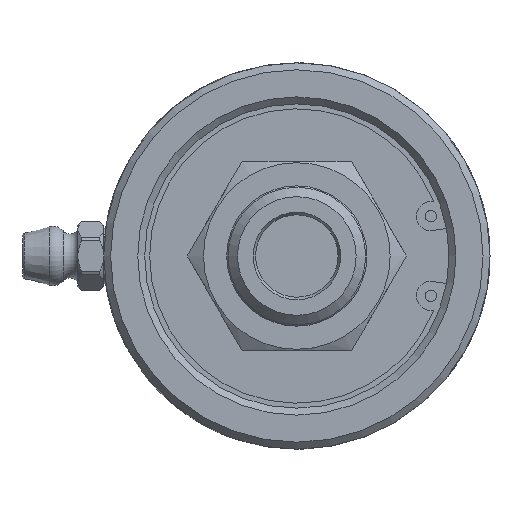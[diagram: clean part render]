
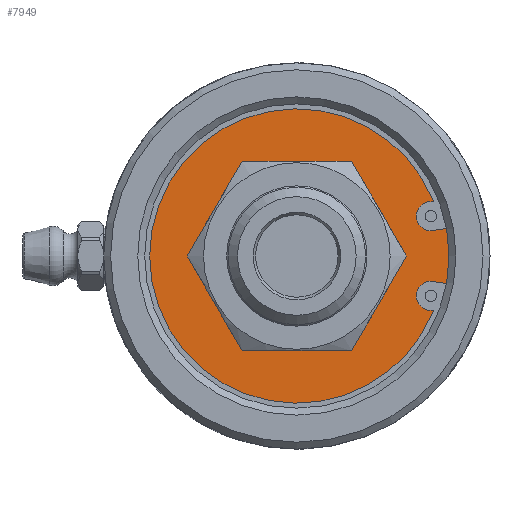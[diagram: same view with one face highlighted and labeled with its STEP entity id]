
A CAD part, left-side view. The second image highlights one B-rep face of the part: STEP entity #7949.
In plain terms, the highlighted planar face has unit normal (-1, 0, 0).
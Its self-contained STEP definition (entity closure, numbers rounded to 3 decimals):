
#436=PLANE('',#8578);
#489=FACE_BOUND('',#1722,.T.);
#1228=FACE_OUTER_BOUND('',#1721,.T.);
#1721=EDGE_LOOP('',(#7005,#7006,#7007,#7008,#7009,#7010));
#1722=EDGE_LOOP('',(#7011,#7012));
#1878=CIRCLE('',#8098,16.952);
#1880=CIRCLE('',#8101,1.682);
#1882=CIRCLE('',#8105,1.682);
#1915=CIRCLE('',#8165,9.575);
#1916=CIRCLE('',#8166,9.575);
#2122=CIRCLE('',#8579,18.735);
#2202=LINE('',#11124,#2595);
#2209=LINE('',#11141,#2602);
#2595=VECTOR('',#8828,10.);
#2602=VECTOR('',#8843,10.);
#3088=VERTEX_POINT('',#11109);
#3089=VERTEX_POINT('',#11111);
#3091=VERTEX_POINT('',#11117);
#3093=VERTEX_POINT('',#11123);
#3096=VERTEX_POINT('',#11131);
#3099=VERTEX_POINT('',#11139);
#3152=VERTEX_POINT('',#11461);
#3153=VERTEX_POINT('',#11462);
#3876=EDGE_CURVE('',#3089,#3088,#1878,.T.);
#3879=EDGE_CURVE('',#3091,#3089,#1880,.T.);
#3882=EDGE_CURVE('',#3093,#3091,#2202,.T.);
#3887=EDGE_CURVE('',#3088,#3096,#1882,.T.);
#3891=EDGE_CURVE('',#3096,#3099,#2209,.T.);
#3961=EDGE_CURVE('',#3152,#3153,#1915,.T.);
#3962=EDGE_CURVE('',#3153,#3152,#1916,.T.);
#4801=EDGE_CURVE('',#3099,#3093,#2122,.T.);
#7005=ORIENTED_EDGE('',*,*,#3891,.T.);
#7006=ORIENTED_EDGE('',*,*,#4801,.T.);
#7007=ORIENTED_EDGE('',*,*,#3882,.T.);
#7008=ORIENTED_EDGE('',*,*,#3879,.T.);
#7009=ORIENTED_EDGE('',*,*,#3876,.T.);
#7010=ORIENTED_EDGE('',*,*,#3887,.T.);
#7011=ORIENTED_EDGE('',*,*,#3961,.T.);
#7012=ORIENTED_EDGE('',*,*,#3962,.T.);
#7949=ADVANCED_FACE('',(#1228,#489),#436,.F.);
#8098=AXIS2_PLACEMENT_3D('',#11112,#8815,#8816);
#8101=AXIS2_PLACEMENT_3D('',#11118,#8822,#8823);
#8105=AXIS2_PLACEMENT_3D('',#11133,#8836,#8837);
#8165=AXIS2_PLACEMENT_3D('',#11463,#8975,#8976);
#8166=AXIS2_PLACEMENT_3D('',#11464,#8977,#8978);
#8578=AXIS2_PLACEMENT_3D('',#18734,#10133,#10134);
#8579=AXIS2_PLACEMENT_3D('',#18735,#10135,#10136);
#8815=DIRECTION('center_axis',(-1.,0.,0.));
#8816=DIRECTION('ref_axis',(0.,0.93,0.368));
#8822=DIRECTION('center_axis',(1.,0.,0.));
#8823=DIRECTION('ref_axis',(0.,1.,-0.008));
#8828=DIRECTION('',(0.,0.987,-0.16));
#8836=DIRECTION('center_axis',(1.,0.,0.));
#8837=DIRECTION('ref_axis',(0.,1.,0.008));
#8843=DIRECTION('',(0.,-0.987,-0.16));
#8975=DIRECTION('center_axis',(1.,0.,0.));
#8976=DIRECTION('ref_axis',(0.,0.,-1.));
#8977=DIRECTION('center_axis',(1.,0.,0.));
#8978=DIRECTION('ref_axis',(0.,0.,-1.));
#10133=DIRECTION('center_axis',(1.,0.,0.));
#10134=DIRECTION('ref_axis',(0.,0.,-1.));
#10135=DIRECTION('center_axis',(-1.,0.,0.));
#10136=DIRECTION('ref_axis',(0.,1.,0.));
#11109=CARTESIAN_POINT('',(4.76,-15.761,-6.243));
#11111=CARTESIAN_POINT('',(4.76,-15.761,6.243));
#11112=CARTESIAN_POINT('Origin',(4.76,0.,0.));
#11117=CARTESIAN_POINT('',(4.76,-15.786,2.944));
#11118=CARTESIAN_POINT('Origin',(4.76,-15.445,4.591));
#11123=CARTESIAN_POINT('',(4.76,-18.429,3.373));
#11124=CARTESIAN_POINT('',(4.76,-1.229,0.581));
#11131=CARTESIAN_POINT('',(4.76,-15.786,-2.944));
#11133=CARTESIAN_POINT('Origin',(4.76,-15.445,-4.591));
#11139=CARTESIAN_POINT('',(4.76,-18.429,-3.373));
#11141=CARTESIAN_POINT('',(4.76,-2.55,-0.795));
#11461=CARTESIAN_POINT('',(4.76,0.,-9.575));
#11462=CARTESIAN_POINT('',(4.76,0.,9.575));
#11463=CARTESIAN_POINT('Origin',(4.76,0.,
0.));
#11464=CARTESIAN_POINT('Origin',(4.76,0.,
0.));
#18734=CARTESIAN_POINT('Origin',(4.76,13.618,0.));
#18735=CARTESIAN_POINT('Origin',(4.76,0.,0.));
